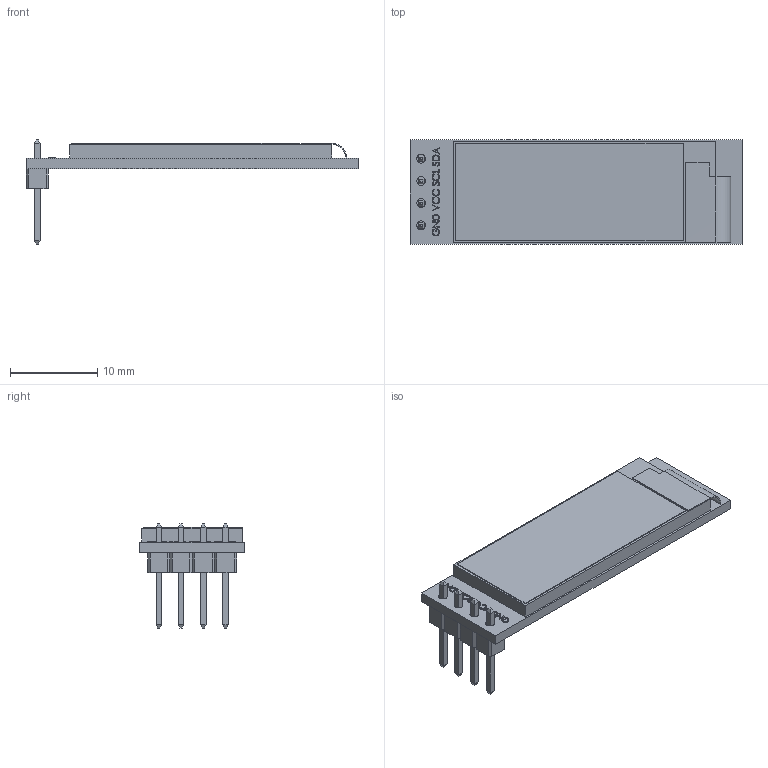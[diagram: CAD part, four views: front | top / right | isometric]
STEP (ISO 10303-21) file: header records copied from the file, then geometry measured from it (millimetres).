
FILE_DESCRIPTION(/* description */ (''),/* implementation_level */ '2;1');
FILE_NAME(/* name */ '128x32-OLED.step',/* time_stamp */ '2023-09-06T10:51:22-07:00',/* author */ (''),/* organization */ (''),/* preprocessor_version */ 'ST-DEVELOPER v20',/* originating_system */ 'Autodesk Translation Framework v12.9.0.99',/* authorisation */ '');
FILE_SCHEMA (('AUTOMOTIVE_DESIGN { 1 0 10303 214 3 1 1 }'));
Length unit declared in the file: millimetre
Products named in the file (1): 128x32-OLED
Bounding box: 38 x 12 x 11.94 mm (x, y, z)
Volume: 1202.6 mm3; surface area: 2807.9 mm2
Topology: 21 solids, 21 shells, 316 faces, 774 edges, 500 vertices
Faces by surface type: plane 226, bspline 80, cylinder 10
Full cylindrical faces by diameter (mm): 1 x4
Entity records: 13497 total; most frequent: CARTESIAN_POINT 6487, ORIENTED_EDGE 1548, DIRECTION 1109, EDGE_CURVE 774, LINE 593, VECTOR 593, VERTEX_POINT 500, EDGE_LOOP 338
